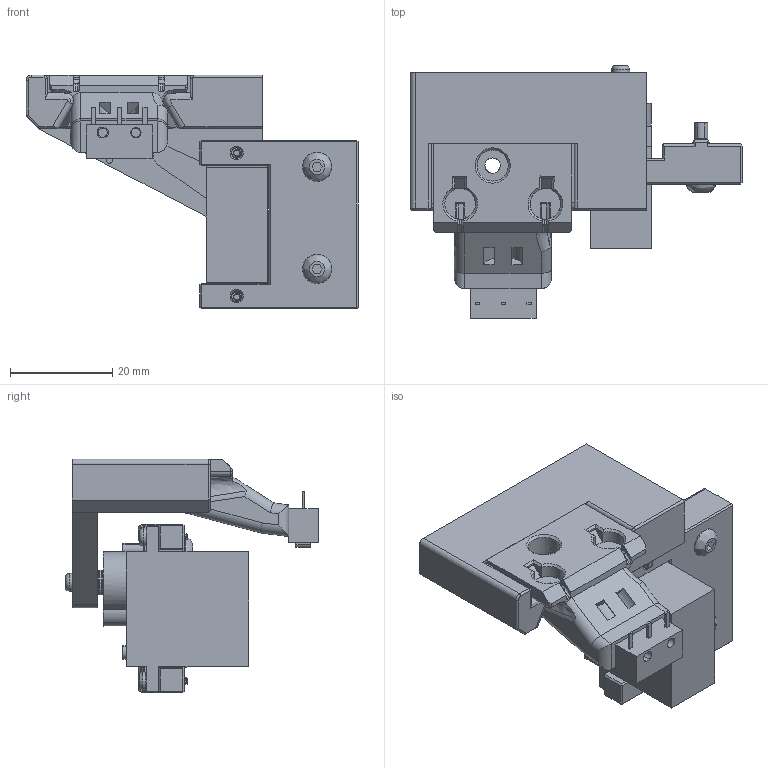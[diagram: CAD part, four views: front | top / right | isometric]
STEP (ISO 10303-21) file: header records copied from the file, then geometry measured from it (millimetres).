
FILE_DESCRIPTION(/* description */ (''),/* implementation_level */ '2;1');
FILE_NAME(/* name */ 'Voron0-ServoKlicky v4.step',/* time_stamp */ '2022-08-27T23:20:25+09:00',/* author */ (''),/* organization */ (''),/* preprocessor_version */ 'ST-DEVELOPER v19',/* originating_system */ 'Autodesk Translation Framework v11.7.0.108',/* authorisation */ '');
FILE_SCHEMA (('AUTOMOTIVE_DESIGN { 1 0 10303 214 3 1 1 }'));
Length unit declared in the file: millimetre
Products named in the file (11): Voron0-ServoKlicky; Probe Dock v2.1_arm v3; MG90S v3 v1; KlickyProbe_Long_v2 v1; D2F (3) (1); D2F_ACTUATOR (3) (1); D2F_BASE (3) (1); M2 Self Tapping Screw; servo_include arm v3; M3-8; Servo_mount
Assembly tree (13 placements, depth 4):
  Voron0-ServoKlicky
    Probe Dock v2.1_arm v3
    MG90S v3 v1
    KlickyProbe_Long_v2 v1
      D2F (3) (1)
        D2F_ACTUATOR (3) (1)
        D2F_BASE (3) (1)
    M2 Self Tapping Screw  x3
    servo_include arm v3
    M3-8  x2
    Servo_mount
Bounding box: 65 x 49.43 x 45.75 mm (x, y, z)
Volume: 29353.7 mm3; surface area: 15011.7 mm2
Topology: 14 solids, 14 shells, 749 faces, 2024 edges, 1318 vertices
Faces by surface type: plane 395, cylinder 242, bspline 58, cone 45, torus 7, sphere 2
Full cylindrical faces by diameter (mm): 1.15 x21, 1.8 x2, 2 x27, 2.356 x12, 2.5 x1, 2.9 x1, 2.927 x20, 3 x1, 3.5 x5, 5.7 x2, 6.1 x2, 7 x1, 7.5 x1
Entity records: 30420 total; most frequent: CARTESIAN_POINT 15592, ORIENTED_EDGE 3178, DIRECTION 2747, EDGE_CURVE 1589, VERTEX_POINT 1028, LINE 1011, VECTOR 1011, AXIS2_PLACEMENT_3D 868
